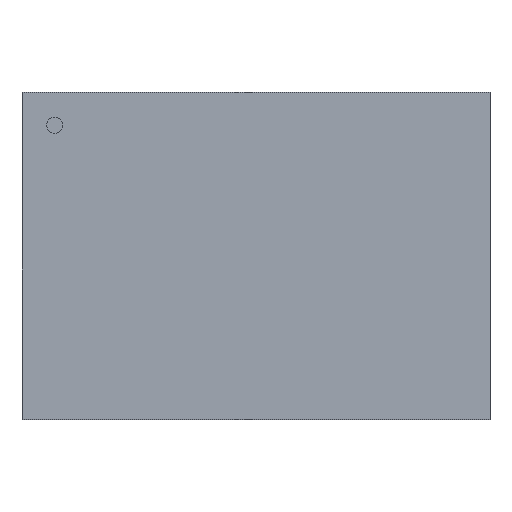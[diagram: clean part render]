
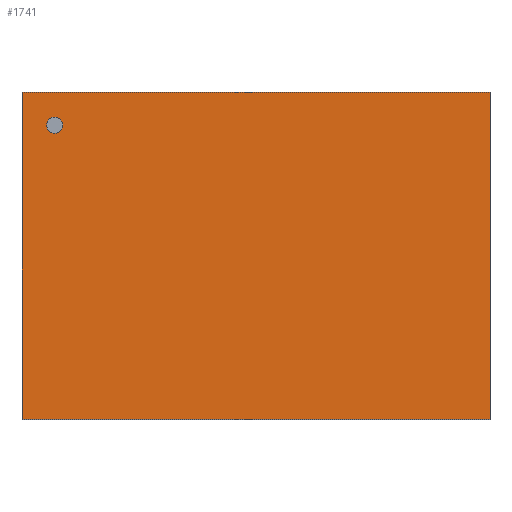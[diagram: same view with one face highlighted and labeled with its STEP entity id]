
A CAD part, top view. The second image highlights one B-rep face of the part: STEP entity #1741.
In plain terms, the highlighted planar face has unit normal (0, 0, 1).
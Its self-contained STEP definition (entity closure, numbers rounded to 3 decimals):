
#1741=ADVANCED_FACE('',(#1747),#1742,.F.);
#1742=PLANE('',#1743);
#1743=AXIS2_PLACEMENT_3D('',#1744,#1745,#1746);
#1744=CARTESIAN_POINT('Origin',(-1.981,-1.384,0.686));
#1745=DIRECTION('center_axis',(0.0,0.0,-1.0));
#1746=DIRECTION('ref_axis',(0.,1.,0.));
#1747=FACE_OUTER_BOUND('',#1748,.T.);
#1748=EDGE_LOOP('',(#1749,#1759,#1769,#1779));
#1749=ORIENTED_EDGE('',*,*,#1750,.F.);
#1750=EDGE_CURVE('',#1751,#1753,#1755,.T.);
#1751=VERTEX_POINT('',#1752);
#1752=CARTESIAN_POINT('',(1.981,-1.384,0.686));
#1753=VERTEX_POINT('',#1754);
#1754=CARTESIAN_POINT('',(-1.981,-1.384,0.686));
#1755=LINE('',#1756,#1757);
#1756=CARTESIAN_POINT('',(1.981,-1.384,0.686));
#1757=VECTOR('',#1758,3.962);
#1758=DIRECTION('',(-1.0,0.0,0.0));
#1759=ORIENTED_EDGE('',*,*,#1760,.F.);
#1760=EDGE_CURVE('',#1761,#1763,#1765,.T.);
#1761=VERTEX_POINT('',#1762);
#1762=CARTESIAN_POINT('',(1.981,1.384,0.686));
#1763=VERTEX_POINT('',#1752);
#1765=LINE('',#1766,#1767);
#1766=CARTESIAN_POINT('',(1.981,1.384,0.686));
#1767=VECTOR('',#1768,2.769);
#1768=DIRECTION('',(0.0,-1.0,0.0));
#1769=ORIENTED_EDGE('',*,*,#1770,.F.);
#1770=EDGE_CURVE('',#1771,#1773,#1775,.T.);
#1771=VERTEX_POINT('',#1772);
#1772=CARTESIAN_POINT('',(-1.981,1.384,0.686));
#1773=VERTEX_POINT('',#1762);
#1775=LINE('',#1776,#1777);
#1776=CARTESIAN_POINT('',(-1.981,1.384,0.686));
#1777=VECTOR('',#1778,3.962);
#1778=DIRECTION('',(1.0,0.0,0.0));
#1779=ORIENTED_EDGE('',*,*,#1780,.F.);
#1780=EDGE_CURVE('',#1781,#1783,#1785,.T.);
#1781=VERTEX_POINT('',#1754);
#1783=VERTEX_POINT('',#1772);
#1785=LINE('',#1786,#1787);
#1786=CARTESIAN_POINT('',(-1.981,-1.384,0.686));
#1787=VECTOR('',#1788,2.769);
#1788=DIRECTION('',(0.0,1.0,0.0));
